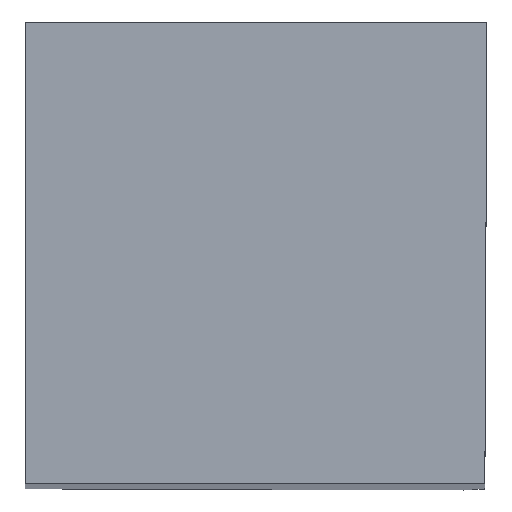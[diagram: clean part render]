
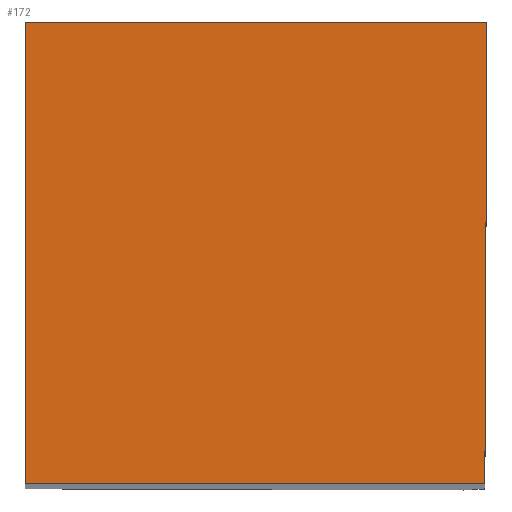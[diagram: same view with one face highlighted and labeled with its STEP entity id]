
A CAD part, top view. The second image highlights one B-rep face of the part: STEP entity #172.
In plain terms, the highlighted planar face has unit normal (0, 0, 1).
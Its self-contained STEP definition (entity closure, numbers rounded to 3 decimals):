
#172=ADVANCED_FACE('',(#226),#205,.F.);
#205=PLANE('',#751);
#226=FACE_OUTER_BOUND('',#249,.T.);
#249=EDGE_LOOP('',(#337,#338,#339,#340));
#337=ORIENTED_EDGE('',*,*,#506,.F.);
#338=ORIENTED_EDGE('',*,*,#516,.F.);
#339=ORIENTED_EDGE('',*,*,#514,.T.);
#340=ORIENTED_EDGE('',*,*,#510,.F.);
#449=VERTEX_POINT('',#1044);
#450=VERTEX_POINT('',#1046);
#452=VERTEX_POINT('',#1053);
#454=VERTEX_POINT('',#1061);
#506=EDGE_CURVE('',#449,#450,#577,.T.);
#510=EDGE_CURVE('',#450,#452,#581,.T.);
#514=EDGE_CURVE('',#454,#452,#583,.T.);
#516=EDGE_CURVE('',#454,#449,#585,.T.);
#577=LINE('',#1045,#627);
#581=LINE('',#1052,#631);
#583=LINE('',#1060,#633);
#585=LINE('',#1064,#635);
#627=VECTOR('',#845,1.);
#631=VECTOR('',#851,1.);
#633=VECTOR('',#861,1.);
#635=VECTOR('',#865,1.);
#751=AXIS2_PLACEMENT_3D('',#1066,#868,#869);
#845=DIRECTION('',(1.,0.,0.));
#851=DIRECTION('',(-0.004,-1.,0.));
#861=DIRECTION('',(1.,0.,0.));
#865=DIRECTION('',(0.,1.,0.));
#868=DIRECTION('',(0.,0.,-1.));
#869=DIRECTION('',(-1.,0.,0.));
#1044=CARTESIAN_POINT('',(-15.95,15.95,0.));
#1045=CARTESIAN_POINT('',(-18.,15.95,0.));
#1046=CARTESIAN_POINT('',(0.,15.95,0.));
#1052=CARTESIAN_POINT('',(0.,15.95,0.));
#1053=CARTESIAN_POINT('',(-0.07,0.,0.));
#1060=CARTESIAN_POINT('',(-18.,0.,0.));
#1061=CARTESIAN_POINT('',(-15.95,0.,0.));
#1064=CARTESIAN_POINT('',(-15.95,-2.,0.));
#1066=CARTESIAN_POINT('',(-18.,17.95,0.));
